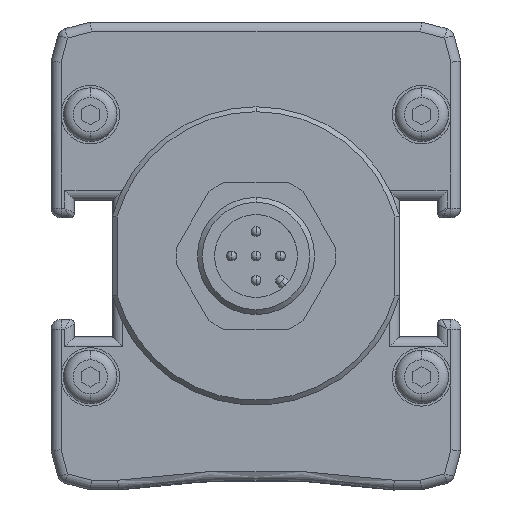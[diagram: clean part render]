
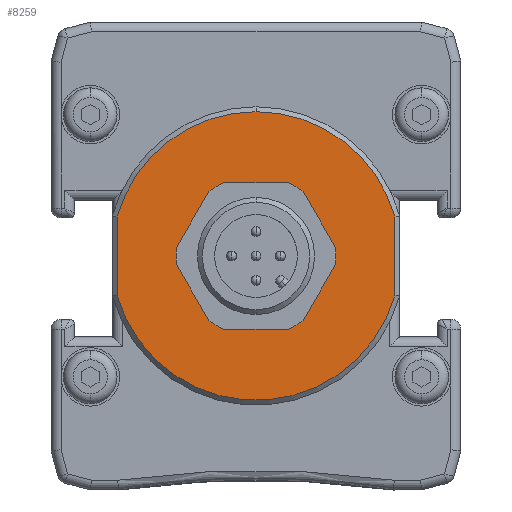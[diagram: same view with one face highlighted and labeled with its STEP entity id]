
A CAD part, front view. The second image highlights one B-rep face of the part: STEP entity #8259.
In plain terms, the highlighted planar face has unit normal (0, -1, 0).
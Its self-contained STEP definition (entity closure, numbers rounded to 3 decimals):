
#264 = CARTESIAN_POINT ( 'NONE',  ( 14.25, -184., 3.997 ) ) ;
#318 = AXIS2_PLACEMENT_3D ( 'NONE', #12261, #6334, #327 ) ;
#327 = DIRECTION ( 'NONE',  ( 0., 0., -1. ) ) ;
#537 = CIRCLE ( 'NONE', #11159, 14.8 ) ;
#562 = DIRECTION ( 'NONE',  ( 0., -1., 0. ) ) ;
#1032 = EDGE_CURVE ( 'NONE', #6242, #10525, #1840, .T. ) ;
#1175 = DIRECTION ( 'NONE',  ( 0., -1., 0. ) ) ;
#1401 = VECTOR ( 'NONE', #11342, 1000. ) ;
#1673 = EDGE_CURVE ( 'NONE', #12842, #6242, #6377, .T. ) ;
#1806 = ORIENTED_EDGE ( 'NONE', *, *, #4509, .T. ) ;
#1840 = CIRCLE ( 'NONE', #7029, 14.8 ) ;
#1942 = CARTESIAN_POINT ( 'NONE',  ( 14.25, -184., -3.997 ) ) ;
#2319 = ORIENTED_EDGE ( 'NONE', *, *, #4435, .T. ) ;
#3437 = EDGE_CURVE ( 'NONE', #10525, #4862, #537, .T. ) ;
#3710 = ORIENTED_EDGE ( 'NONE', *, *, #1032, .T. ) ;
#3932 = CARTESIAN_POINT ( 'NONE',  ( 14.25, -184., 4.065 ) ) ;
#4435 = EDGE_CURVE ( 'NONE', #11459, #12842, #5013, .T. ) ;
#4509 = EDGE_CURVE ( 'NONE', #4862, #11459, #9673, .T. ) ;
#4862 = VERTEX_POINT ( 'NONE', #6560 ) ;
#5013 = CIRCLE ( 'NONE', #318, 14.8 ) ;
#5218 = DIRECTION ( 'NONE',  ( 0., -1., 0. ) ) ;
#5419 = CARTESIAN_POINT ( 'NONE',  ( -14.25, -184., 0. ) ) ;
#5447 = FACE_OUTER_BOUND ( 'NONE', #12637, .T. ) ;
#6184 = CARTESIAN_POINT ( 'NONE',  ( 0., -184., 0. ) ) ;
#6242 = VERTEX_POINT ( 'NONE', #264 ) ;
#6334 = DIRECTION ( 'NONE',  ( 0., -1., 0. ) ) ;
#6377 = LINE ( 'NONE', #3932, #11000 ) ;
#6560 = CARTESIAN_POINT ( 'NONE',  ( -14.25, -184., 3.997 ) ) ;
#6570 = CARTESIAN_POINT ( 'NONE',  ( 0., -184., 0. ) ) ;
#6573 = CARTESIAN_POINT ( 'NONE',  ( 0., -184., 14.8 ) ) ;
#7029 = AXIS2_PLACEMENT_3D ( 'NONE', #6570, #562, #7532 ) ;
#7532 = DIRECTION ( 'NONE',  ( 0., 0., -1. ) ) ;
#8145 = DIRECTION ( 'NONE',  ( 0., 0., -1. ) ) ;
#8259 = ADVANCED_FACE ( 'NONE', ( #5447 ), #9067, .T. ) ;
#9067 = PLANE ( 'NONE',  #9733 ) ;
#9673 = LINE ( 'NONE', #5419, #1401 ) ;
#9733 = AXIS2_PLACEMENT_3D ( 'NONE', #6184, #1175, #8145 ) ;
#9874 = DIRECTION ( 'NONE',  ( 0., 0., 1. ) ) ;
#10525 = VERTEX_POINT ( 'NONE', #6573 ) ;
#10661 = ORIENTED_EDGE ( 'NONE', *, *, #3437, .T. ) ;
#11000 = VECTOR ( 'NONE', #9874, 1000. ) ;
#11154 = CARTESIAN_POINT ( 'NONE',  ( 0., -184., 0. ) ) ;
#11159 = AXIS2_PLACEMENT_3D ( 'NONE', #11154, #5218, #12150 ) ;
#11342 = DIRECTION ( 'NONE',  ( 0., 0., -1. ) ) ;
#11459 = VERTEX_POINT ( 'NONE', #12255 ) ;
#12150 = DIRECTION ( 'NONE',  ( 0., 0., -1. ) ) ;
#12188 = ORIENTED_EDGE ( 'NONE', *, *, #1673, .T. ) ;
#12255 = CARTESIAN_POINT ( 'NONE',  ( -14.25, -184., -3.997 ) ) ;
#12261 = CARTESIAN_POINT ( 'NONE',  ( 0., -184., 0. ) ) ;
#12637 = EDGE_LOOP ( 'NONE', ( #1806, #2319, #12188, #3710, #10661 ) ) ;
#12842 = VERTEX_POINT ( 'NONE', #1942 ) ;
